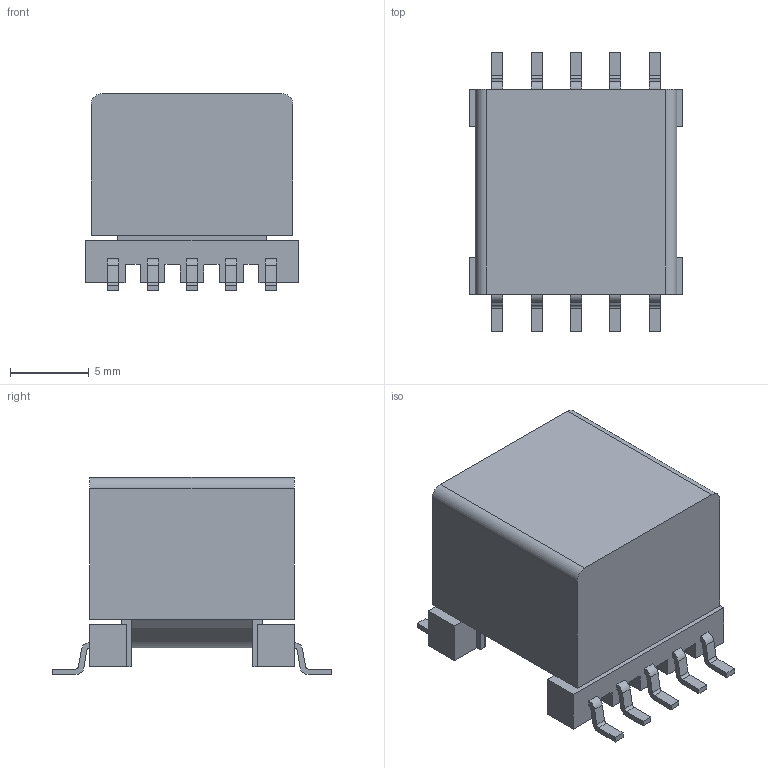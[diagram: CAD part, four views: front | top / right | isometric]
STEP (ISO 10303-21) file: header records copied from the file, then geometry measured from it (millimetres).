
FILE_DESCRIPTION(/* description */ ('Unknown'),/* implementation_level */ '2;1');
FILE_NAME(/* name */ 'T_Wurth_WE-PoE-EP13_L12.8W13H12.7',/* time_stamp */ '2025-10-22T10:40:16+08:00',/* author */ ('Unknown'),/* organization */ ('Unknown'),/* preprocessor_version */ 'ST-DEVELOPER v19.4',/* originating_system */ 'Solid Edge',/* authorisation */ 'Unknown');
FILE_SCHEMA (('AUTOMOTIVE_DESIGN {1 0 10303 214 3 1 1}'));
Length unit declared in the file: millimetre
Products named in the file (2): T_Wurth_WE-PoE-EP13_L12.8W13H12.7
Assembly tree (1 placements, depth 2):
  T_Wurth_WE-PoE-EP13_L12.8W13H12.7
    T_Wurth_WE-PoE-EP13_L12.8W13H12.7
Bounding box: 13.5 x 17.75 x 12.5 mm (x, y, z)
Volume: 1620.8 mm3; surface area: 1967.7 mm2
Topology: 2 solids, 2 shells, 298 faces, 775 edges, 490 vertices
Faces by surface type: plane 148, cylinder 116, bspline 18, torus 16
Full cylindrical faces by diameter (mm): 4.5 x1, 4.6 x1, 8.481 x1
Entity records: 11410 total; most frequent: CARTESIAN_POINT 2010, DIRECTION 1570, ORIENTED_EDGE 1544, EDGE_CURVE 772, AXIS2_PLACEMENT_3D 536, LINE 498, VECTOR 498, VERTEX_POINT 490
